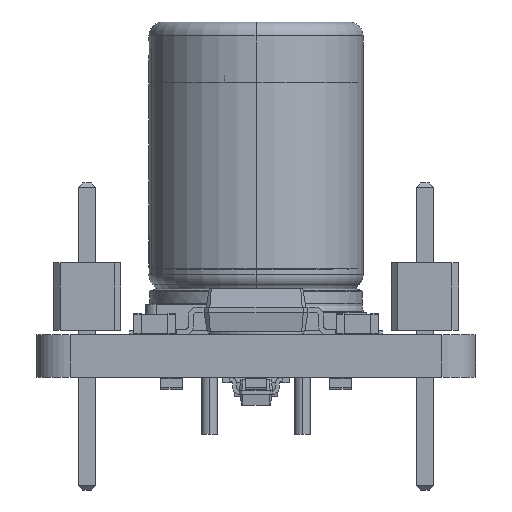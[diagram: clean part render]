
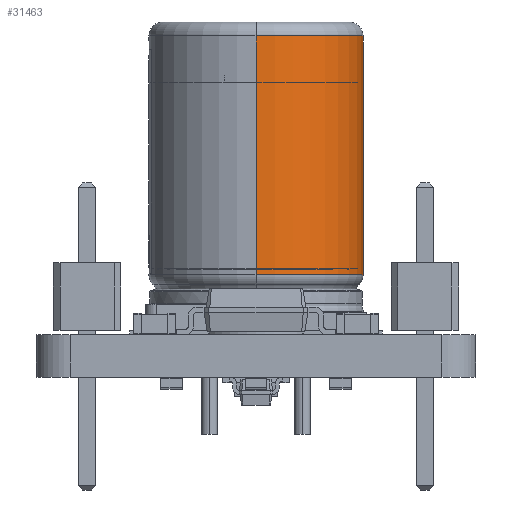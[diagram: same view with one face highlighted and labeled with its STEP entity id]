
A CAD part, front view. The second image highlights one B-rep face of the part: STEP entity #31463.
In plain terms, the highlighted cylindrical face has radius 4.025 mm (diameter 8.051 mm), a partial arc.
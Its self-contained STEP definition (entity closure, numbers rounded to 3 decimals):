
#31399 = EDGE_CURVE('',#31400,#31402,#31404,.T.);
#31400 = VERTEX_POINT('',#31401);
#31401 = CARTESIAN_POINT('',(7.71,11.085,2.246));
#31402 = VERTEX_POINT('',#31403);
#31403 = CARTESIAN_POINT('',(7.71,3.035,2.246));
#31404 = CIRCLE('',#31405,4.025);
#31405 = AXIS2_PLACEMENT_3D('',#31406,#31407,#31408);
#31406 = CARTESIAN_POINT('',(7.71,7.06,2.246));
#31407 = DIRECTION('',(0.,0.,-1.));
#31408 = DIRECTION('',(-1.,0.,0.));
#31463 = ADVANCED_FACE('',(#31464),#31490,.T.);
#31464 = FACE_BOUND('',#31465,.T.);
#31465 = EDGE_LOOP('',(#31466,#31477,#31483,#31484));
#31466 = ORIENTED_EDGE('',*,*,#31467,.T.);
#31467 = EDGE_CURVE('',#31468,#31470,#31472,.T.);
#31468 = VERTEX_POINT('',#31469);
#31469 = CARTESIAN_POINT('',(7.71,11.085,11.226));
#31470 = VERTEX_POINT('',#31471);
#31471 = CARTESIAN_POINT('',(7.71,3.035,11.226));
#31472 = CIRCLE('',#31473,4.025);
#31473 = AXIS2_PLACEMENT_3D('',#31474,#31475,#31476);
#31474 = CARTESIAN_POINT('',(7.71,7.06,11.226));
#31475 = DIRECTION('',(0.,0.,-1.));
#31476 = DIRECTION('',(-1.,0.,0.));
#31477 = ORIENTED_EDGE('',*,*,#31478,.F.);
#31478 = EDGE_CURVE('',#31402,#31470,#31479,.T.);
#31479 = LINE('',#31480,#31481);
#31480 = CARTESIAN_POINT('',(7.71,3.035,12.648));
#31481 = VECTOR('',#31482,1.);
#31482 = DIRECTION('',(0.,0.,1.));
#31483 = ORIENTED_EDGE('',*,*,#31399,.F.);
#31484 = ORIENTED_EDGE('',*,*,#31485,.F.);
#31485 = EDGE_CURVE('',#31468,#31400,#31486,.T.);
#31486 = LINE('',#31487,#31488);
#31487 = CARTESIAN_POINT('',(7.71,11.085,12.648));
#31488 = VECTOR('',#31489,1.);
#31489 = DIRECTION('',(0.,0.,-1.));
#31490 = CYLINDRICAL_SURFACE('',#31491,4.025);
#31491 = AXIS2_PLACEMENT_3D('',#31492,#31493,#31494);
#31492 = CARTESIAN_POINT('',(7.71,7.06,12.648));
#31493 = DIRECTION('',(0.,0.,1.));
#31494 = DIRECTION('',(-1.,0.,0.));
